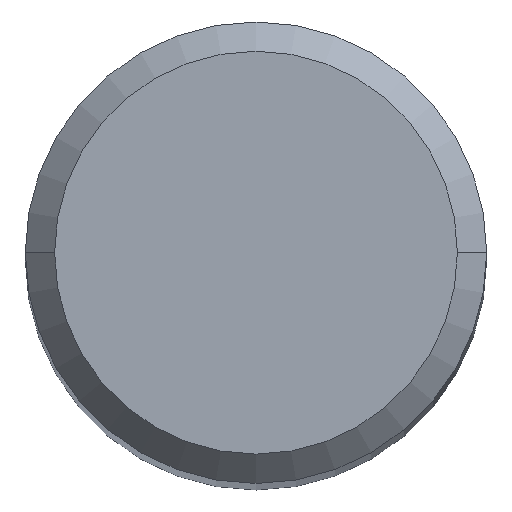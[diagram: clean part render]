
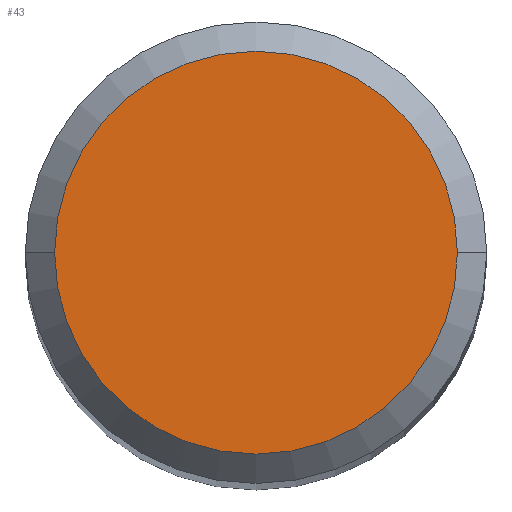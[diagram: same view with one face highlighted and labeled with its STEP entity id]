
A CAD part, top view. The second image highlights one B-rep face of the part: STEP entity #43.
In plain terms, the highlighted planar face has unit normal (0, 0, 1).
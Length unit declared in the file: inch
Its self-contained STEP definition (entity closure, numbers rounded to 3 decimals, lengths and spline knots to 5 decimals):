
#13 = AXIS2_PLACEMENT_3D ( 'NONE', #56, #51, #23 ) ;
#23 = DIRECTION ( 'NONE',  ( 1., 0., 0. ) ) ;
#42 = EDGE_LOOP ( 'NONE', ( #156, #193 ) ) ;
#43 = ADVANCED_FACE ( 'NONE', ( #79 ), #373, .T. ) ;
#51 = DIRECTION ( 'NONE',  ( 0., 0., 1. ) ) ;
#56 = CARTESIAN_POINT ( 'NONE',  ( 0., 0., 2.24409 ) ) ;
#66 = EDGE_CURVE ( 'NONE', #194, #290, #351, .T. ) ;
#79 = FACE_OUTER_BOUND ( 'NONE', #42, .T. ) ;
#142 = EDGE_CURVE ( 'NONE', #290, #194, #344, .T. ) ;
#156 = ORIENTED_EDGE ( 'NONE', *, *, #142, .T. ) ;
#160 = AXIS2_PLACEMENT_3D ( 'NONE', #219, #188, #191 ) ;
#188 = DIRECTION ( 'NONE',  ( 0., 0., 1. ) ) ;
#191 = DIRECTION ( 'NONE',  ( 1., 0., 0. ) ) ;
#193 = ORIENTED_EDGE ( 'NONE', *, *, #66, .T. ) ;
#194 = VERTEX_POINT ( 'NONE', #288 ) ;
#195 = AXIS2_PLACEMENT_3D ( 'NONE', #371, #255, #281 ) ;
#219 = CARTESIAN_POINT ( 'NONE',  ( 0., 0., 2.24409 ) ) ;
#255 = DIRECTION ( 'NONE',  ( 0., 0., 1. ) ) ;
#281 = DIRECTION ( 'NONE',  ( 1., 0., 0. ) ) ;
#288 = CARTESIAN_POINT ( 'NONE',  ( 0.10311, 0., 2.24409 ) ) ;
#290 = VERTEX_POINT ( 'NONE', #378 ) ;
#344 = CIRCLE ( 'NONE', #160, 0.10311 ) ;
#351 = CIRCLE ( 'NONE', #195, 0.10311 ) ;
#371 = CARTESIAN_POINT ( 'NONE',  ( 0., 0., 2.24409 ) ) ;
#373 = PLANE ( 'NONE',  #13 ) ;
#378 = CARTESIAN_POINT ( 'NONE',  ( -0.10311, 0., 2.24409 ) ) ;
